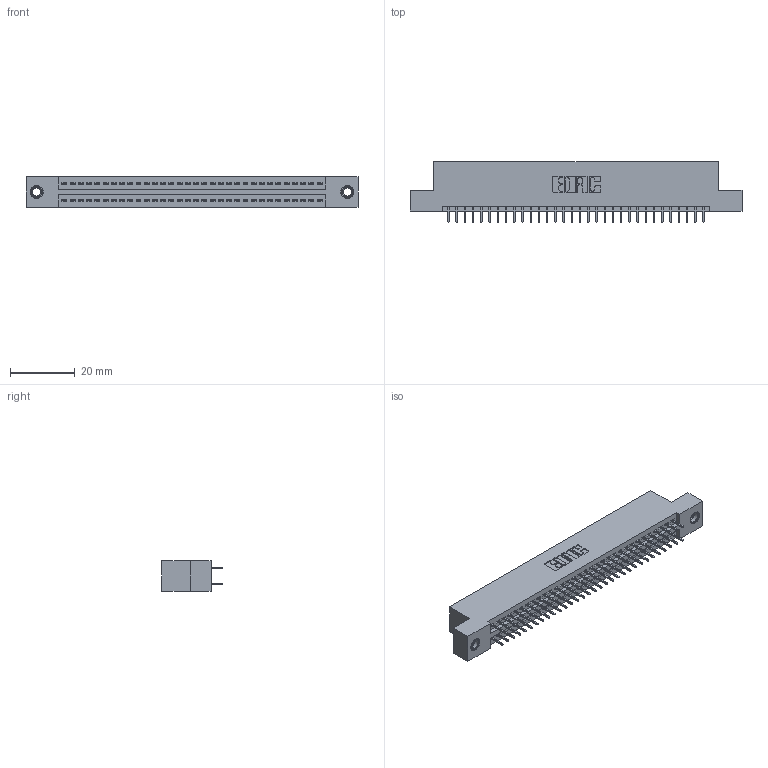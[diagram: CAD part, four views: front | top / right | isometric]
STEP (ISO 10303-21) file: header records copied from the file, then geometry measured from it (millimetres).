
FILE_DESCRIPTION (( 'STEP AP203' ), '1' );
FILE_NAME ('895-064-525-207.STEP', '2020-09-28T10:25:41', ( '' ), ( '' ), 'SwSTEP 2.0', 'SolidWorks 2020', '' );
FILE_SCHEMA (( 'CONFIG_CONTROL_DESIGN' ));
Length unit declared in the file: inch
Products named in the file (4): 845 Part_Flush Mounting Lugs - 0.156 Dia-TI; 345-292-001_345-293-125; 345-250-001_345-250-005-103; 895-064-525-207
Assembly tree (67 placements, depth 2):
  895-064-525-207
    845 Part_Flush Mounting Lugs - 0.156 Dia-TI
    345-292-001_345-293-125  x64
    345-250-001_345-250-005-103  x2
Bounding box: 102.49 x 18.72 x 9.4 mm (x, y, z)
Volume: 9744.2 mm3; surface area: 13920.3 mm2
Topology: 67 solids, 67 shells, 3642 faces, 10269 edges, 6582 vertices
Faces by surface type: plane 2608, cylinder 1018, cone 12, torus 4
Entity records: 27714 total; most frequent: CARTESIAN_POINT 4635, ORIENTED_EDGE 4562, DIRECTION 4127, EDGE_CURVE 2281, VECTOR 2005, LINE 2005, VERTEX_POINT 1512, AXIS2_PLACEMENT_3D 1061
